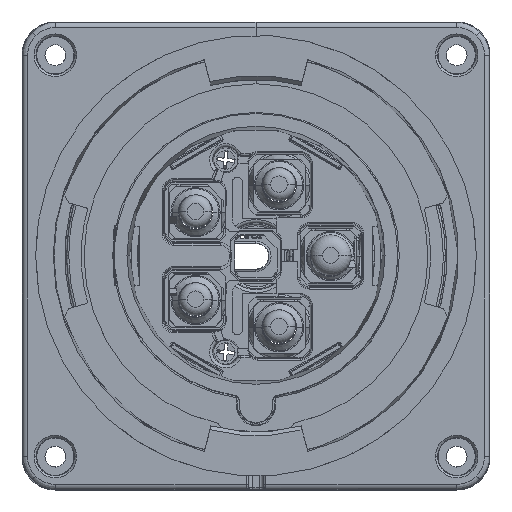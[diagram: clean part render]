
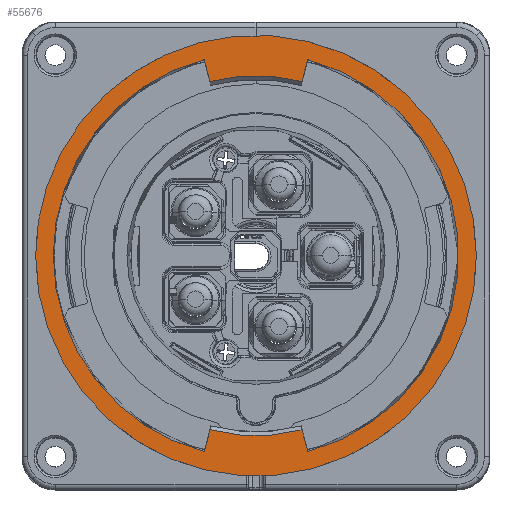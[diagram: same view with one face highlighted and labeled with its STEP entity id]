
A CAD part, top view. The second image highlights one B-rep face of the part: STEP entity #55676.
In plain terms, the highlighted planar face has unit normal (0, 0, 1).
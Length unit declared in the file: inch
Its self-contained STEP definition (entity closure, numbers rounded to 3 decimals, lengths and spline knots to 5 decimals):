
#947 = VERTEX_POINT ( 'NONE', #135724 ) ;
#2410 = DIRECTION ( 'NONE',  ( 1., 0., 0. ) ) ;
#5622 = CARTESIAN_POINT ( 'NONE',  ( 0., 0., 2.01645 ) ) ;
#5788 = VERTEX_POINT ( 'NONE', #121138 ) ;
#7429 = DIRECTION ( 'NONE',  ( 0., 0., 1. ) ) ;
#8448 = AXIS2_PLACEMENT_3D ( 'NONE', #46383, #65251, #128842 ) ;
#9624 = ORIENTED_EDGE ( 'NONE', *, *, #102006, .T. ) ;
#10068 = VERTEX_POINT ( 'NONE', #69881 ) ;
#11166 = ORIENTED_EDGE ( 'NONE', *, *, #134134, .T. ) ;
#11341 = CARTESIAN_POINT ( 'NONE',  ( -2.11882, 0.22188, 2.01645 ) ) ;
#11610 = CIRCLE ( 'NONE', #25499, 1.73228 ) ;
#15169 = LINE ( 'NONE', #30975, #59561 ) ;
#15204 = DIRECTION ( 'NONE',  ( 1., 0., 0. ) ) ;
#19795 = ORIENTED_EDGE ( 'NONE', *, *, #128240, .T. ) ;
#25499 = AXIS2_PLACEMENT_3D ( 'NONE', #65845, #86186, #2410 ) ;
#27562 = LINE ( 'NONE', #133895, #116420 ) ;
#27661 = CARTESIAN_POINT ( 'NONE',  ( 0.44257, -1.67479, 2.01645 ) ) ;
#28298 = VERTEX_POINT ( 'NONE', #54619 ) ;
#29006 = CIRCLE ( 'NONE', #73709, 1.73228 ) ;
#30198 = CARTESIAN_POINT ( 'NONE',  ( 1.79929, -1.30088, 2.01645 ) ) ;
#30701 = DIRECTION ( 'NONE',  ( 0., 0., 1. ) ) ;
#30975 = CARTESIAN_POINT ( 'NONE',  ( 0.40906, -1.50352, 2.01645 ) ) ;
#31109 = CARTESIAN_POINT ( 'NONE',  ( 2.06072, -0.66564, 2.01645 ) ) ;
#31269 = CARTESIAN_POINT ( 'NONE',  ( -1.94953, 0., 2.01645 ) ) ;
#31884 = DIRECTION ( 'NONE',  ( 0.259, -0.966, 0. ) ) ;
#32726 = EDGE_LOOP ( 'NONE', ( #124472, #57683, #46648, #113968, #46522, #91370, #9624, #105934, #45473 ) ) ;
#35458 = AXIS2_PLACEMENT_3D ( 'NONE', #41674, #30701, #93682 ) ;
#36091 = CARTESIAN_POINT ( 'NONE',  ( 0.49783, 1.8849, 2.01645 ) ) ;
#36286 = EDGE_CURVE ( 'NONE', #82999, #125497, #69516, .T. ) ;
#38714 = DIRECTION ( 'NONE',  ( 1., 0., 0. ) ) ;
#40723 = CARTESIAN_POINT ( 'NONE',  ( -2.11882, 0., 2.01645 ) ) ;
#41674 = CARTESIAN_POINT ( 'NONE',  ( 0., 0., 2.01645 ) ) ;
#41834 = CARTESIAN_POINT ( 'NONE',  ( 2.11882, 0., 2.01645 ) ) ;
#44432 = B_SPLINE_CURVE_WITH_KNOTS ( 'NONE', 5,
 ( #40723, #114368, #92751, #83025, #136074, #115289, #135141, #30198, #31109, #62768, #104715 ),
 .UNSPECIFIED., .F., .F.,
 ( 6, 1, 1, 1, 1, 1, 6 ),
 ( 0., 0.02794, 0.05588, 0.08382, 0.11176, 0.1397, 0.16763 ),
 .UNSPECIFIED. ) ;
#45473 = ORIENTED_EDGE ( 'NONE', *, *, #73140, .F. ) ;
#46383 = CARTESIAN_POINT ( 'NONE',  ( -2.20357, -2.20357, 2.01645 ) ) ;
#46522 = ORIENTED_EDGE ( 'NONE', *, *, #73752, .T. ) ;
#46648 = ORIENTED_EDGE ( 'NONE', *, *, #58815, .T. ) ;
#49713 = CARTESIAN_POINT ( 'NONE',  ( 0., 0., 2.01645 ) ) ;
#54619 = CARTESIAN_POINT ( 'NONE',  ( -2.11882, 0., 2.01645 ) ) ;
#55078 = VECTOR ( 'NONE', #119316, 39.37008 ) ;
#55676 = ADVANCED_FACE ( 'NONE', ( #69373, #90844 ), #97987, .T. ) ;
#57683 = ORIENTED_EDGE ( 'NONE', *, *, #58254, .T. ) ;
#58254 = EDGE_CURVE ( 'NONE', #95667, #5788, #29006, .T. ) ;
#58815 = EDGE_CURVE ( 'NONE', #5788, #125497, #127780, .T. ) ;
#59561 = VECTOR ( 'NONE', #31884, 39.37008 ) ;
#62768 = CARTESIAN_POINT ( 'NONE',  ( 2.11882, -0.22188, 2.01645 ) ) ;
#62903 = EDGE_CURVE ( 'NONE', #115653, #10068, #98972, .T. ) ;
#64560 = CARTESIAN_POINT ( 'NONE',  ( -1.13474, 1.96543, 2.01645 ) ) ;
#65013 = CARTESIAN_POINT ( 'NONE',  ( 2.06072, 0.66564, 2.01645 ) ) ;
#65251 = DIRECTION ( 'NONE',  ( 0., 0., 1. ) ) ;
#65845 = CARTESIAN_POINT ( 'NONE',  ( 0., 0., 2.01645 ) ) ;
#66580 = EDGE_LOOP ( 'NONE', ( #19795, #11166 ) ) ;
#67566 = DIRECTION ( 'NONE',  ( 0., 0., -1. ) ) ;
#68246 = VECTOR ( 'NONE', #88832, 39.37008 ) ;
#69373 = FACE_BOUND ( 'NONE', #32726, .T. ) ;
#69516 = CIRCLE ( 'NONE', #35458, 1.94953 ) ;
#69881 = CARTESIAN_POINT ( 'NONE',  ( -0.49783, -1.8849, 2.01645 ) ) ;
#73140 = EDGE_CURVE ( 'NONE', #947, #115653, #80289, .T. ) ;
#73709 = AXIS2_PLACEMENT_3D ( 'NONE', #88358, #67566, #15204 ) ;
#73752 = EDGE_CURVE ( 'NONE', #82999, #75158, #27562, .T. ) ;
#75158 = VERTEX_POINT ( 'NONE', #27661 ) ;
#75582 = CARTESIAN_POINT ( 'NONE',  ( -2.06072, 0.66564, 2.01645 ) ) ;
#78629 = CARTESIAN_POINT ( 'NONE',  ( -0.70525, -2.60504, 2.01645 ) ) ;
#80289 = CIRCLE ( 'NONE', #84239, 1.94953 ) ;
#80317 = CARTESIAN_POINT ( 'NONE',  ( -0.44257, 1.67479, 2.01645 ) ) ;
#80558 = AXIS2_PLACEMENT_3D ( 'NONE', #49713, #7429, #38714 ) ;
#82999 = VERTEX_POINT ( 'NONE', #121938 ) ;
#83025 = CARTESIAN_POINT ( 'NONE',  ( -1.79929, -1.30088, 2.01645 ) ) ;
#83130 = DIRECTION ( 'NONE',  ( -0.259, 0.966, 0. ) ) ;
#84239 = AXIS2_PLACEMENT_3D ( 'NONE', #5622, #89867, #109635 ) ;
#85322 = CARTESIAN_POINT ( 'NONE',  ( 0., 2.26948, 2.01645 ) ) ;
#86186 = DIRECTION ( 'NONE',  ( 0., 0., -1. ) ) ;
#88358 = CARTESIAN_POINT ( 'NONE',  ( 0., 0., 2.01645 ) ) ;
#88832 = DIRECTION ( 'NONE',  ( 0.259, 0.966, 0. ) ) ;
#89867 = DIRECTION ( 'NONE',  ( 0., 0., 1. ) ) ;
#90844 = FACE_OUTER_BOUND ( 'NONE', #66580, .T. ) ;
#91370 = ORIENTED_EDGE ( 'NONE', *, *, #109286, .T. ) ;
#92751 = CARTESIAN_POINT ( 'NONE',  ( -2.06072, -0.66564, 2.01645 ) ) ;
#93682 = DIRECTION ( 'NONE',  ( 1., 0., 0. ) ) ;
#95471 = CARTESIAN_POINT ( 'NONE',  ( 2.11882, 0.22188, 2.01645 ) ) ;
#95667 = VERTEX_POINT ( 'NONE', #80317 ) ;
#96383 = CARTESIAN_POINT ( 'NONE',  ( -1.79929, 1.30088, 2.01645 ) ) ;
#96517 = VERTEX_POINT ( 'NONE', #100220 ) ;
#97987 = PLANE ( 'NONE',  #8448 ) ;
#98972 = CIRCLE ( 'NONE', #80558, 1.94953 ) ;
#100220 = CARTESIAN_POINT ( 'NONE',  ( -0.4416, -1.67505, 2.01645 ) ) ;
#102006 = EDGE_CURVE ( 'NONE', #96517, #10068, #129214, .T. ) ;
#104254 = VERTEX_POINT ( 'NONE', #41834 ) ;
#104715 = CARTESIAN_POINT ( 'NONE',  ( 2.11882, 0., 2.01645 ) ) ;
#105629 = CARTESIAN_POINT ( 'NONE',  ( 2.11882, 0., 2.01645 ) ) ;
#105934 = ORIENTED_EDGE ( 'NONE', *, *, #62903, .F. ) ;
#109286 = EDGE_CURVE ( 'NONE', #75158, #96517, #11610, .T. ) ;
#109635 = DIRECTION ( 'NONE',  ( 1., 0., 0. ) ) ;
#110061 = CARTESIAN_POINT ( 'NONE',  ( -0.69176, -2.60866, 2.01645 ) ) ;
#113968 = ORIENTED_EDGE ( 'NONE', *, *, #36286, .F. ) ;
#114368 = CARTESIAN_POINT ( 'NONE',  ( -2.11882, -0.22188, 2.01645 ) ) ;
#115163 = EDGE_CURVE ( 'NONE', #947, #95667, #15169, .T. ) ;
#115289 = CARTESIAN_POINT ( 'NONE',  ( 0., -2.26948, 2.01645 ) ) ;
#115653 = VERTEX_POINT ( 'NONE', #31269 ) ;
#116420 = VECTOR ( 'NONE', #83130, 39.37008 ) ;
#116639 = CARTESIAN_POINT ( 'NONE',  ( 1.13474, 1.96543, 2.01645 ) ) ;
#118001 = CARTESIAN_POINT ( 'NONE',  ( -2.11882, 0., 2.01645 ) ) ;
#119316 = DIRECTION ( 'NONE',  ( -0.259, -0.966, 0. ) ) ;
#121138 = CARTESIAN_POINT ( 'NONE',  ( 0.4416, 1.67505, 2.01645 ) ) ;
#121938 = CARTESIAN_POINT ( 'NONE',  ( 0.4988, -1.88464, 2.01645 ) ) ;
#124472 = ORIENTED_EDGE ( 'NONE', *, *, #115163, .T. ) ;
#125497 = VERTEX_POINT ( 'NONE', #36091 ) ;
#127705 = CARTESIAN_POINT ( 'NONE',  ( 1.79929, 1.30088, 2.01645 ) ) ;
#127780 = LINE ( 'NONE', #78629, #68246 ) ;
#128240 = EDGE_CURVE ( 'NONE', #104254, #28298, #131390, .T. ) ;
#128842 = DIRECTION ( 'NONE',  ( 1., 0., 0. ) ) ;
#129214 = LINE ( 'NONE', #110061, #55078 ) ;
#131390 = B_SPLINE_CURVE_WITH_KNOTS ( 'NONE', 5,
 ( #105629, #95471, #65013, #127705, #116639, #85322, #64560, #96383, #75582, #11341, #118001 ),
 .UNSPECIFIED., .F., .F.,
 ( 6, 1, 1, 1, 1, 1, 6 ),
 ( 0.16763, 0.19557, 0.22351, 0.25145, 0.27939, 0.30733, 0.33527 ),
 .UNSPECIFIED. ) ;
#133895 = CARTESIAN_POINT ( 'NONE',  ( 0.3975, -1.50661, 2.01645 ) ) ;
#134134 = EDGE_CURVE ( 'NONE', #28298, #104254, #44432, .T. ) ;
#135141 = CARTESIAN_POINT ( 'NONE',  ( 1.13474, -1.96543, 2.01645 ) ) ;
#135724 = CARTESIAN_POINT ( 'NONE',  ( -0.4988, 1.88464, 2.01645 ) ) ;
#136074 = CARTESIAN_POINT ( 'NONE',  ( -1.13474, -1.96543, 2.01645 ) ) ;
